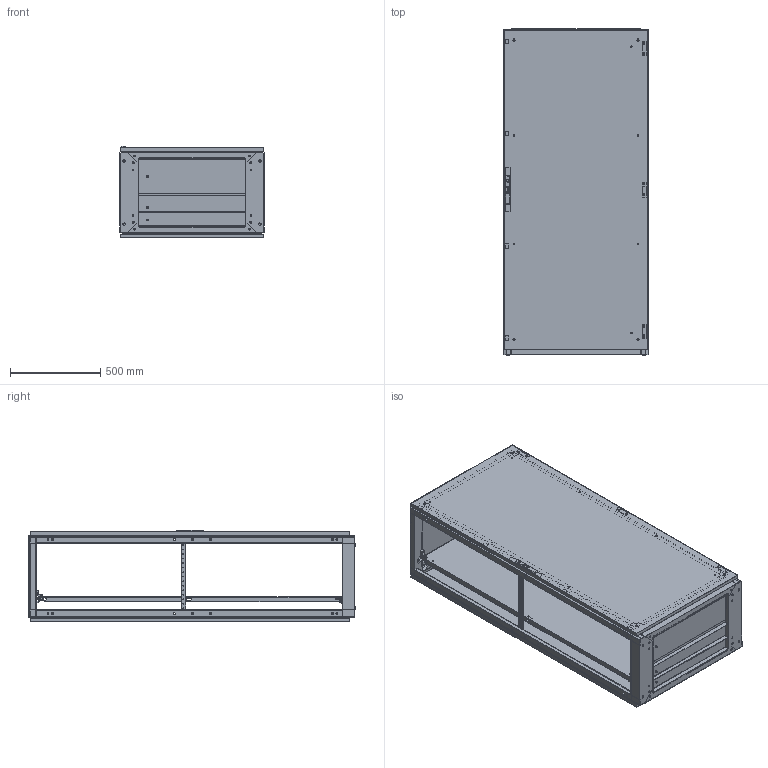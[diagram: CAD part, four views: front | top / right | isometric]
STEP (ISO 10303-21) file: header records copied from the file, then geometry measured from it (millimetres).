
FILE_DESCRIPTION (( 'STEP AP214' ), '1' );
FILE_NAME ('0395-8018-50-17.STEP', '2014-12-03T08:52:25', ( '' ), ( '' ), 'SwSTEP 2.0', 'SolidWorks 2014', '' );
FILE_SCHEMA (( 'AUTOMOTIVE_DESIGN' ));
Length unit declared in the file: millimetre
Products named in the file (19): Bodenplatte mitte 0395 (Modell) B 800 T 500; Bodenplatte hinten 0395 (Modell) B 800; Rueckwand 0395 (Modell) B 800 H 1800; Dachplatte 0395 (Modell) B 800 T 500; Schrankgrundgestell 0395 (Modell) B 800 H 1800 T 500; Strebe rechts vorne-hinten 0395 (Modell) H 1800; Tuere 0395 (Modell) B 800 H 1800; Strebe links vorne-hinten 0395 (Modell) H 1800; Montageplatte kpl 0348 (Modell) B 800 H 1800; Dach 0395 (Modell) B 800 T 500; Arretierwinkel kpl rechts (Modell) 800; Bodenblech 0395 (Modell) B 800 T 500; Arretierwinkel kpl links (Modell) 800; Rasthalterung kpl rechts (Modell) 800; 0395-8018-50-17; Rasthalterung kpl links (Modell) 800; Montageplatte 0348 (Modell) B 800 H 1800; Tiefenstrebe 0396 (Modell) T 500; Bodenplatte vorne 0395 (Modell) B 800 T 500
Assembly tree (21 placements, depth 3):
  0395-8018-50-17
    Schrankgrundgestell 0395 (Modell) B 800 H 1800 T 500
      Bodenblech 0395 (Modell) B 800 T 500
      Dach 0395 (Modell) B 800 T 500
      Strebe links vorne-hinten 0395 (Modell) H 1800  x2
      Strebe rechts vorne-hinten 0395 (Modell) H 1800  x2
    Dachplatte 0395 (Modell) B 800 T 500
    Rueckwand 0395 (Modell) B 800 H 1800
    Bodenplatte hinten 0395 (Modell) B 800
    Bodenplatte mitte 0395 (Modell) B 800 T 500
    Bodenplatte vorne 0395 (Modell) B 800 T 500
    Tiefenstrebe 0396 (Modell) T 500  x2
    Montageplatte kpl 0348 (Modell) B 800 H 1800
      Montageplatte 0348 (Modell) B 800 H 1800
      Rasthalterung kpl links (Modell) 800
      Rasthalterung kpl rechts (Modell) 800
      Arretierwinkel kpl links (Modell) 800
      Arretierwinkel kpl rechts (Modell) 800
    Tuere 0395 (Modell) B 800 H 1800
Bounding box: 800 x 1807.6 x 508.5 mm (x, y, z)
Volume: 14659160.7 mm3; surface area: 14631002.8 mm2
Topology: 31 solids, 33 shells, 3040 faces, 8149 edges, 5388 vertices
Faces by surface type: plane 1613, cylinder 1349, cone 78
Entity records: 111544 total; most frequent: DIRECTION 15772, CARTESIAN_POINT 15624, ORIENTED_EDGE 15064, EDGE_CURVE 7532, AXIS2_PLACEMENT_3D 5462, VERTEX_POINT 4978, LINE 4848, VECTOR 4848
